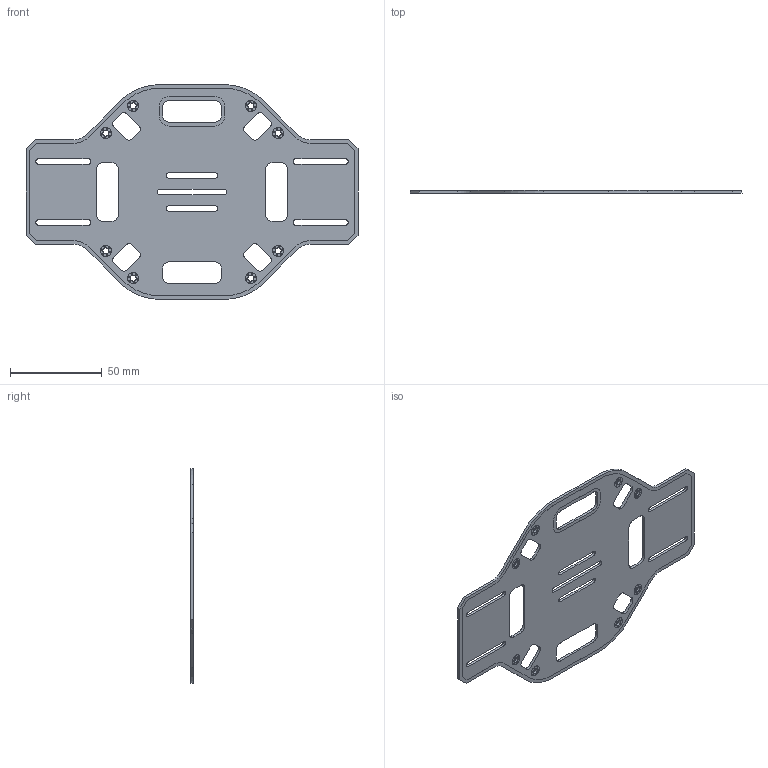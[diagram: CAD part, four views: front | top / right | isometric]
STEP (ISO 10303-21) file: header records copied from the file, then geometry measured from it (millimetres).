
FILE_DESCRIPTION (( 'STEP AP203' ), '1' );
FILE_NAME ('F450 chasis_Default_sldprt.STEP', '2016-02-29T23:30:06', ( '' ), ( '' ), 'SwSTEP 2.0', 'SolidWorks 2015', '' );
FILE_SCHEMA (( 'CONFIG_CONTROL_DESIGN' ));
Length unit declared in the file: inch
Products named in the file (1): F450 chasis_Default_sldprt
Bounding box: 180.5 x 1.52 x 116.75 mm (x, y, z)
Volume: 19285.9 mm3; surface area: 28131.3 mm2
Topology: 1 solids, 1 shells, 513 faces, 1415 edges, 942 vertices
Faces by surface type: cylinder 299, plane 214
Entity records: 16804 total; most frequent: CARTESIAN_POINT 3005, DIRECTION 2907, ORIENTED_EDGE 2830, EDGE_CURVE 1415, AXIS2_PLACEMENT_3D 1112, VERTEX_POINT 942, EDGE_LOOP 693, VECTOR 683
